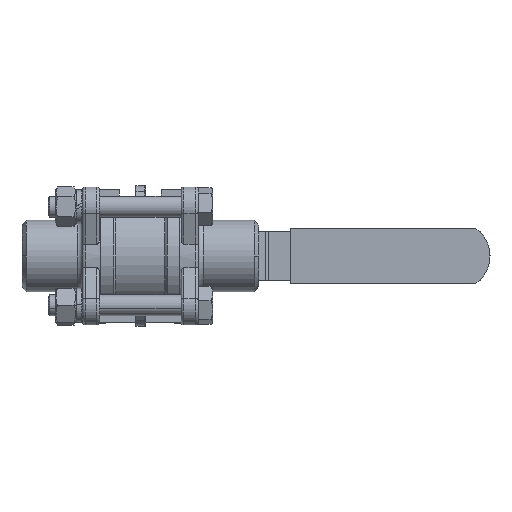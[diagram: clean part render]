
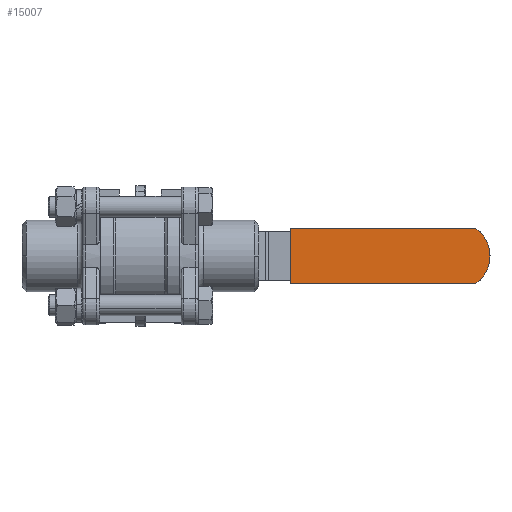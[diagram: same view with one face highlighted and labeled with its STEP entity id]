
A CAD part, front view. The second image highlights one B-rep face of the part: STEP entity #15007.
In plain terms, the highlighted face is planar.
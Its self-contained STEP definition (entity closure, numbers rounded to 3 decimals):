
#1245=CIRCLE('',#16211,13.);
#1247=CIRCLE('',#16214,13.);
#2864=ORIENTED_EDGE('',*,*,#7123,.F.);
#2865=ORIENTED_EDGE('',*,*,#7124,.F.);
#2866=ORIENTED_EDGE('',*,*,#7125,.F.);
#2867=ORIENTED_EDGE('',*,*,#7126,.F.);
#2868=ORIENTED_EDGE('',*,*,#7120,.F.);
#7120=EDGE_CURVE('',#9280,#9282,#1245,.T.);
#7123=EDGE_CURVE('',#9284,#9280,#1247,.T.);
#7124=EDGE_CURVE('',#9285,#9284,#10718,.T.);
#7125=EDGE_CURVE('',#9286,#9285,#10719,.T.);
#7126=EDGE_CURVE('',#9282,#9286,#10720,.T.);
#9280=VERTEX_POINT('',#22669);
#9282=VERTEX_POINT('',#22672);
#9284=VERTEX_POINT('',#22678);
#9285=VERTEX_POINT('',#22680);
#9286=VERTEX_POINT('',#22682);
#10718=LINE('',#22679,#11714);
#10719=LINE('',#22681,#11715);
#10720=LINE('',#22683,#11716);
#11714=VECTOR('',#18235,1000.);
#11715=VECTOR('',#18236,1000.);
#11716=VECTOR('',#18237,1000.);
#12676=EDGE_LOOP('',(#2864,#2865,#2866,#2867,#2868));
#13661=FACE_BOUND('',#12676,.T.);
#14529=PLANE('',#16213);
#15007=ADVANCED_FACE('',(#13661),#14529,.T.);
#16211=AXIS2_PLACEMENT_3D('',#22671,#18226,#18227);
#16213=AXIS2_PLACEMENT_3D('',#22676,#18231,#18232);
#16214=AXIS2_PLACEMENT_3D('',#22677,#18233,#18234);
#18226=DIRECTION('',(0.,0.,1.));
#18227=DIRECTION('',(-1.,0.,0.));
#18231=DIRECTION('',(0.,0.,-1.));
#18232=DIRECTION('',(-1.,0.,0.));
#18233=DIRECTION('',(0.,0.,1.));
#18234=DIRECTION('',(-1.,0.,0.));
#18235=DIRECTION('',(1.,0.,0.));
#18236=DIRECTION('',(0.,-1.,0.));
#18237=DIRECTION('',(-1.,0.,0.));
#22669=CARTESIAN_POINT('',(75.,9.5,0.));
#22671=CARTESIAN_POINT('',(62.,9.5,0.));
#22672=CARTESIAN_POINT('',(69.665,20.,0.));
#22676=CARTESIAN_POINT('',(-1.,20.,0.));
#22677=CARTESIAN_POINT('',(62.,9.5,0.));
#22678=CARTESIAN_POINT('',(69.665,-1.,0.));
#22679=CARTESIAN_POINT('',(-1.,-1.,0.));
#22680=CARTESIAN_POINT('',(-1.,-1.,0.));
#22681=CARTESIAN_POINT('',(-1.,-1.,0.));
#22682=CARTESIAN_POINT('',(-1.,20.,0.));
#22683=CARTESIAN_POINT('',(-1.,20.,0.));
